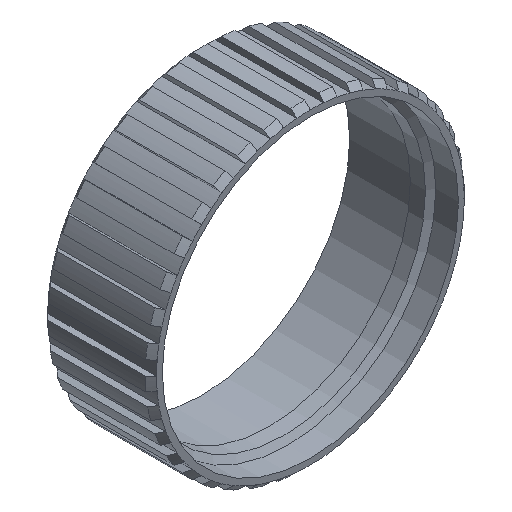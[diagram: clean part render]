
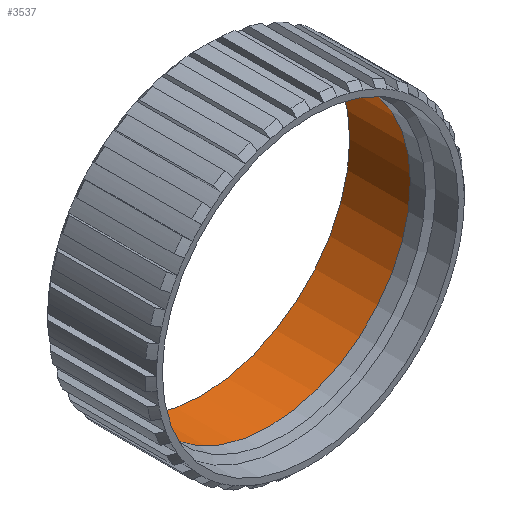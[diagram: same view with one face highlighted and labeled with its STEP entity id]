
A CAD part, isometric view. The second image highlights one B-rep face of the part: STEP entity #3537.
In plain terms, the highlighted cylindrical face has radius 20.749 mm (diameter 41.497 mm), a full revolution.
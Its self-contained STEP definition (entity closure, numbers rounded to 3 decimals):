
#16=FACE_BOUND('',#613,.T.);
#168=CYLINDRICAL_SURFACE('',#3980,20.749);
#388=FACE_OUTER_BOUND('',#612,.T.);
#612=EDGE_LOOP('',(#3092));
#613=EDGE_LOOP('',(#3093));
#841=CIRCLE('',#3979,20.749);
#842=CIRCLE('',#3981,20.749);
#1711=VERTEX_POINT('',#6182);
#1712=VERTEX_POINT('',#6185);
#2221=EDGE_CURVE('',#1711,#1711,#841,.T.);
#2222=EDGE_CURVE('',#1712,#1712,#842,.T.);
#3092=ORIENTED_EDGE('',*,*,#2221,.T.);
#3093=ORIENTED_EDGE('',*,*,#2222,.F.);
#3537=ADVANCED_FACE('',(#388,#16),#168,.F.);
#3979=AXIS2_PLACEMENT_3D('',#6183,#5148,#5149);
#3980=AXIS2_PLACEMENT_3D('',#6184,#5150,#5151);
#3981=AXIS2_PLACEMENT_3D('',#6186,#5152,#5153);
#5148=DIRECTION('center_axis',(0.,-1.,0.));
#5149=DIRECTION('ref_axis',(1.,0.,0.));
#5150=DIRECTION('center_axis',(0.,-1.,0.));
#5151=DIRECTION('ref_axis',(1.,0.,0.));
#5152=DIRECTION('center_axis',(0.,-1.,0.));
#5153=DIRECTION('ref_axis',(1.,0.,0.));
#6182=CARTESIAN_POINT('',(20.749,-1.27,0.));
#6183=CARTESIAN_POINT('Origin',(0.,-1.27,0.));
#6184=CARTESIAN_POINT('Origin',(0.,3.175,0.));
#6185=CARTESIAN_POINT('',(20.749,7.62,0.));
#6186=CARTESIAN_POINT('Origin',(0.,7.62,0.));
